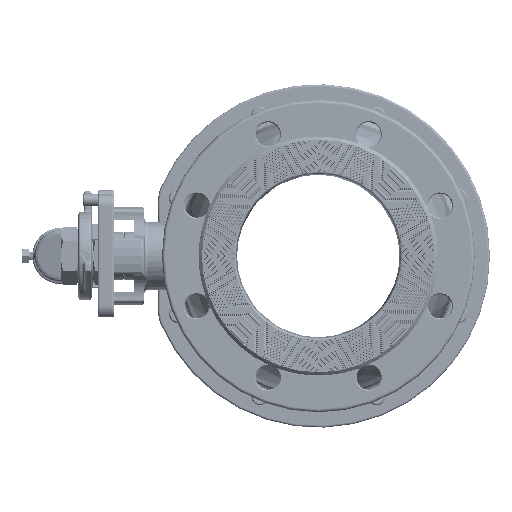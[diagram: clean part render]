
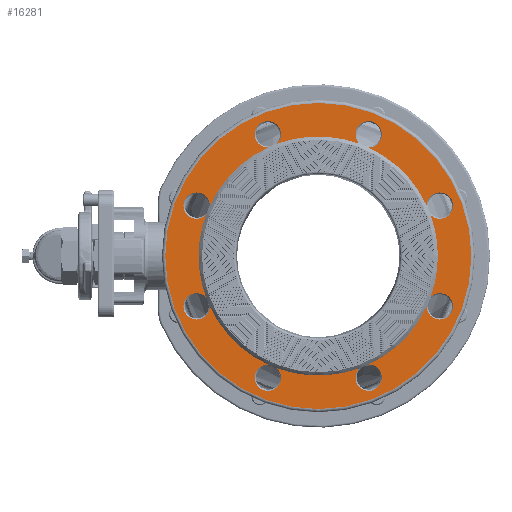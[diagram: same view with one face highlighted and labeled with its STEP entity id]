
A CAD part, left-side view. The second image highlights one B-rep face of the part: STEP entity #16281.
In plain terms, the highlighted planar face has unit normal (-1, 0, 0).
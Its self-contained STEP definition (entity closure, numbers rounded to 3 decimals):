
#163=CARTESIAN_POINT('',(-162.,102.363,37.454));
#165=CARTESIAN_POINT('',(-162.,110.866,45.922));
#166=DIRECTION('',(1.,0.,0.));
#167=DIRECTION('',(0.,-0.709,-0.706));
#168=AXIS2_PLACEMENT_3D('',#165,#166,#167);
#170=CARTESIAN_POINT('',(-162.,98.866,45.898));
#261=CARTESIAN_POINT('',(-162.,45.898,98.866));
#263=CARTESIAN_POINT('',(-162.,45.922,110.866));
#264=DIRECTION('',(1.,0.,0.));
#265=DIRECTION('',(0.,-0.002,-1.));
#266=AXIS2_PLACEMENT_3D('',#263,#264,#265);
#268=CARTESIAN_POINT('',(-162.,37.454,102.363));
#283=CARTESIAN_POINT('',(-162.,0.,0.));
#284=DIRECTION('',(-1.,0.,0.));
#285=DIRECTION('',(0.,0.421,0.907));
#286=AXIS2_PLACEMENT_3D('',#283,#284,#285);
#288=CARTESIAN_POINT('',(-162.,0.,0.));
#289=DIRECTION('',(-1.,0.,0.));
#290=DIRECTION('',(0.,0.939,0.344));
#291=AXIS2_PLACEMENT_3D('',#288,#289,#290);
#293=CARTESIAN_POINT('',(-162.,0.,0.));
#294=DIRECTION('',(1.,0.,0.));
#295=DIRECTION('',(0.,0.939,-0.344));
#296=AXIS2_PLACEMENT_3D('',#293,#294,#295);
#298=CARTESIAN_POINT('',(-162.,0.,0.));
#299=DIRECTION('',(1.,0.,0.));
#300=DIRECTION('',(0.,0.421,-0.907));
#301=AXIS2_PLACEMENT_3D('',#298,#299,#300);
#303=CARTESIAN_POINT('',(-162.,0.,0.));
#304=DIRECTION('',(1.,0.,0.));
#305=DIRECTION('',(0.,-0.344,-0.939));
#306=AXIS2_PLACEMENT_3D('',#303,#304,#305);
#308=CARTESIAN_POINT('',(-162.,0.,0.));
#309=DIRECTION('',(1.,0.,0.));
#310=DIRECTION('',(0.,-0.907,-0.421));
#311=AXIS2_PLACEMENT_3D('',#308,#309,#310);
#313=CARTESIAN_POINT('',(-162.,0.,0.));
#314=DIRECTION('',(1.,0.,0.));
#315=DIRECTION('',(0.,-1.,0.));
#316=AXIS2_PLACEMENT_3D('',#313,#314,#315);
#318=CARTESIAN_POINT('',(-162.,0.,0.));
#319=DIRECTION('',(-1.,0.,0.));
#320=DIRECTION('',(0.,-1.,0.));
#321=AXIS2_PLACEMENT_3D('',#318,#319,#320);
#323=CARTESIAN_POINT('',(-162.,0.,0.));
#324=DIRECTION('',(-1.,0.,0.));
#325=DIRECTION('',(0.,-0.907,0.421));
#326=AXIS2_PLACEMENT_3D('',#323,#324,#325);
#328=CARTESIAN_POINT('',(-162.,0.,0.));
#329=DIRECTION('',(-1.,0.,0.));
#330=DIRECTION('',(0.,-0.344,0.939));
#331=AXIS2_PLACEMENT_3D('',#328,#329,#330);
#333=CARTESIAN_POINT('',(-162.,0.,0.));
#334=DIRECTION('',(1.,0.,0.));
#335=DIRECTION('',(0.,-1.,0.));
#336=AXIS2_PLACEMENT_3D('',#333,#334,#335);
#338=CARTESIAN_POINT('',(-162.,0.,0.));
#339=DIRECTION('',(1.,0.,0.));
#340=DIRECTION('',(0.,1.,0.));
#341=AXIS2_PLACEMENT_3D('',#338,#339,#340);
#406=CARTESIAN_POINT('',(-162.,-102.363,
-37.454));
#408=CARTESIAN_POINT('',(-162.,-110.866,-45.922));
#409=DIRECTION('',(1.,0.,0.));
#410=DIRECTION('',(0.,0.709,0.706));
#411=AXIS2_PLACEMENT_3D('',#408,#409,#410);
#413=CARTESIAN_POINT('',(-162.,-98.866,
-45.898));
#432=CARTESIAN_POINT('',(-162.,-45.898,
-98.866));
#434=CARTESIAN_POINT('',(-162.,-45.922,-110.866));
#435=DIRECTION('',(1.,0.,0.));
#436=DIRECTION('',(0.,0.002,1.));
#437=AXIS2_PLACEMENT_3D('',#434,#435,#436);
#439=CARTESIAN_POINT('',(-162.,-37.454,
-102.363));
#472=CARTESIAN_POINT('',(-162.,37.454,-102.363));
#474=CARTESIAN_POINT('',(-162.,45.922,-110.866));
#475=DIRECTION('',(1.,0.,0.));
#476=DIRECTION('',(0.,-0.706,0.709));
#477=AXIS2_PLACEMENT_3D('',#474,#475,#476);
#479=CARTESIAN_POINT('',(-162.,45.898,-98.866));
#512=CARTESIAN_POINT('',(-162.,98.866,-45.898));
#514=CARTESIAN_POINT('',(-162.,110.866,-45.922));
#515=DIRECTION('',(1.,0.,0.));
#516=DIRECTION('',(0.,-1.,0.002));
#517=AXIS2_PLACEMENT_3D('',#514,#515,#516);
#519=CARTESIAN_POINT('',(-162.,102.363,-37.454));
#12581=CARTESIAN_POINT('',(-162.,-98.866,
45.898));
#12583=CARTESIAN_POINT('',(-162.,-110.866,45.922));
#12584=DIRECTION('',(1.,0.,0.));
#12585=DIRECTION('',(0.,1.,-0.002));
#12586=AXIS2_PLACEMENT_3D('',#12583,#12584,#12585);
#12588=CARTESIAN_POINT('',(-162.,-102.363,
37.454));
#12621=CARTESIAN_POINT('',(-162.,-37.454,
102.363));
#12623=CARTESIAN_POINT('',(-162.,-45.922,110.866));
#12624=DIRECTION('',(1.,0.,0.));
#12625=DIRECTION('',(0.,0.706,-0.709));
#12626=AXIS2_PLACEMENT_3D('',#12623,#12624,#12625);
#12628=CARTESIAN_POINT('',(-162.,-45.898,
98.866));
#14681=VERTEX_POINT('',#163);
#14682=VERTEX_POINT('',#170);
#14683=VERTEX_POINT('',#512);
#14684=VERTEX_POINT('',#519);
#14685=VERTEX_POINT('',#472);
#14686=VERTEX_POINT('',#479);
#14687=VERTEX_POINT('',#432);
#14688=VERTEX_POINT('',#439);
#14689=VERTEX_POINT('',#406);
#14690=VERTEX_POINT('',#413);
#14691=VERTEX_POINT('',#12581);
#14692=VERTEX_POINT('',#12588);
#14693=VERTEX_POINT('',#12621);
#14694=VERTEX_POINT('',#12628);
#14695=VERTEX_POINT('',#261);
#14696=VERTEX_POINT('',#268);
#14952=CARTESIAN_POINT('',(-162.,-109.,0.));
#14954=VERTEX_POINT('',#14952);
#14956=CARTESIAN_POINT('',(-162.,109.,0.));
#14958=VERTEX_POINT('',#14956);
#14963=CARTESIAN_POINT('',(-162.,-139.5,0.));
#14964=CARTESIAN_POINT('',(-162.,139.5,0.));
#14965=VERTEX_POINT('',#14963);
#14966=VERTEX_POINT('',#14964);
#16241=CARTESIAN_POINT('',(-162.,0.,0.));
#16242=DIRECTION('',(1.,0.,0.));
#16243=DIRECTION('',(0.,-1.,0.));
#16244=AXIS2_PLACEMENT_3D('',#16241,#16242,#16243);
#16245=PLANE('',#16244);
#16246=ORIENTED_EDGE('',*,*,#15967,.T.);
#16247=ORIENTED_EDGE('',*,*,#15982,.T.);
#16248=EDGE_LOOP('',(#16246,#16247));
#16249=FACE_OUTER_BOUND('',#16248,.F.);
#16250=ORIENTED_EDGE('',*,*,#16222,.F.);
#16251=ORIENTED_EDGE('',*,*,#16188,.T.);
#16252=ORIENTED_EDGE('',*,*,#16126,.F.);
#16253=ORIENTED_EDGE('',*,*,#16183,.T.);
#16255=ORIENTED_EDGE('',*,*,#16254,.F.);
#16257=ORIENTED_EDGE('',*,*,#16256,.F.);
#16259=ORIENTED_EDGE('',*,*,#16258,.F.);
#16261=ORIENTED_EDGE('',*,*,#16260,.F.);
#16263=ORIENTED_EDGE('',*,*,#16262,.F.);
#16265=ORIENTED_EDGE('',*,*,#16264,.F.);
#16267=ORIENTED_EDGE('',*,*,#16266,.F.);
#16269=ORIENTED_EDGE('',*,*,#16268,.F.);
#16271=ORIENTED_EDGE('',*,*,#16270,.F.);
#16272=ORIENTED_EDGE('',*,*,#16175,.T.);
#16274=ORIENTED_EDGE('',*,*,#16273,.F.);
#16275=ORIENTED_EDGE('',*,*,#16167,.T.);
#16277=ORIENTED_EDGE('',*,*,#16276,.F.);
#16278=ORIENTED_EDGE('',*,*,#16159,.T.);
#16279=EDGE_LOOP('',(#16250,#16251,#16252,#16253,#16255,#16257,#16259,#16261,
#16263,#16265,#16267,#16269,#16271,#16272,#16274,#16275,#16277,#16278));
#16280=FACE_BOUND('',#16279,.F.);
#169=CIRCLE('',#168,12.);
#267=CIRCLE('',#266,12.);
#287=CIRCLE('',#286,109.);
#292=CIRCLE('',#291,109.);
#297=CIRCLE('',#296,109.);
#302=CIRCLE('',#301,109.);
#307=CIRCLE('',#306,109.);
#312=CIRCLE('',#311,109.);
#317=CIRCLE('',#316,109.);
#322=CIRCLE('',#321,109.);
#327=CIRCLE('',#326,109.);
#332=CIRCLE('',#331,109.);
#337=CIRCLE('',#336,139.5);
#342=CIRCLE('',#341,139.5);
#412=CIRCLE('',#411,12.);
#438=CIRCLE('',#437,12.);
#478=CIRCLE('',#477,12.);
#518=CIRCLE('',#517,12.);
#12587=CIRCLE('',#12586,12.);
#12627=CIRCLE('',#12626,12.);
#15967=EDGE_CURVE('',#14965,#14966,#337,.T.);
#15982=EDGE_CURVE('',#14966,#14965,#342,.T.);
#16126=EDGE_CURVE('',#14681,#14682,#169,.T.);
#16159=EDGE_CURVE('',#14693,#14696,#332,.T.);
#16167=EDGE_CURVE('',#14691,#14694,#327,.T.);
#16175=EDGE_CURVE('',#14954,#14692,#322,.T.);
#16183=EDGE_CURVE('',#14681,#14958,#292,.T.);
#16188=EDGE_CURVE('',#14695,#14682,#287,.T.);
#16222=EDGE_CURVE('',#14695,#14696,#267,.T.);
#16254=EDGE_CURVE('',#14684,#14958,#297,.T.);
#16256=EDGE_CURVE('',#14683,#14684,#518,.T.);
#16258=EDGE_CURVE('',#14686,#14683,#302,.T.);
#16260=EDGE_CURVE('',#14685,#14686,#478,.T.);
#16262=EDGE_CURVE('',#14688,#14685,#307,.T.);
#16264=EDGE_CURVE('',#14687,#14688,#438,.T.);
#16266=EDGE_CURVE('',#14690,#14687,#312,.T.);
#16268=EDGE_CURVE('',#14689,#14690,#412,.T.);
#16270=EDGE_CURVE('',#14954,#14689,#317,.T.);
#16273=EDGE_CURVE('',#14691,#14692,#12587,.T.);
#16276=EDGE_CURVE('',#14693,#14694,#12627,.T.);
#16281=ADVANCED_FACE('',(#16249,#16280),#16245,.F.);
